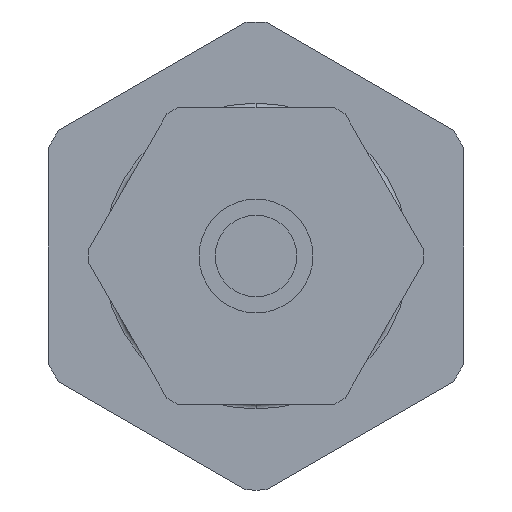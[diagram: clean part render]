
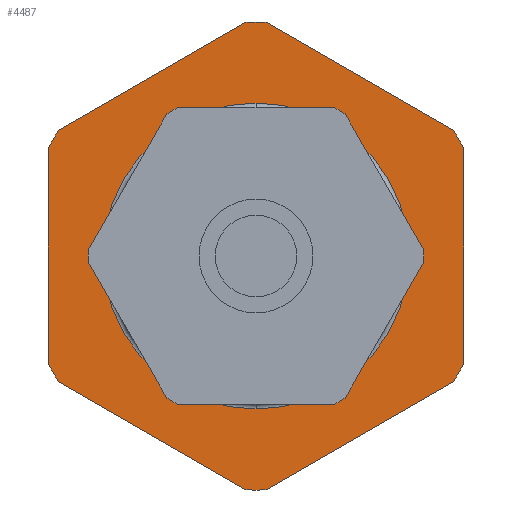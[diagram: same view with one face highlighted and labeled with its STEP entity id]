
A CAD part, left-side view. The second image highlights one B-rep face of the part: STEP entity #4487.
In plain terms, the highlighted planar face has unit normal (-1, 0, 0).
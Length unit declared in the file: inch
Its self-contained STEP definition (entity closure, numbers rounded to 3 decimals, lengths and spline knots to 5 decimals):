
#91 = DIRECTION ( 'NONE',  ( -1., 0., 0. ) ) ;
#243 = CARTESIAN_POINT ( 'NONE',  ( 0.42008, 0., 0. ) ) ;
#365 = EDGE_CURVE ( 'NONE', #3568, #3540, #22339, .T. ) ;
#404 = PLANE ( 'NONE',  #17384 ) ;
#477 = DIRECTION ( 'NONE',  ( 0., 0., -1. ) ) ;
#574 = CARTESIAN_POINT ( 'NONE',  ( 0.42008, 0., 0. ) ) ;
#632 = AXIS2_PLACEMENT_3D ( 'NONE', #8558, #12156, #4925 ) ;
#1054 = DIRECTION ( 'NONE',  ( -1., 0., 0. ) ) ;
#1068 = CARTESIAN_POINT ( 'NONE',  ( 0.42008, 0., -0.16125 ) ) ;
#1221 = CARTESIAN_POINT ( 'NONE',  ( 0.42008, 0., 0. ) ) ;
#1585 = DIRECTION ( 'NONE',  ( 0., 0.866, -0.5 ) ) ;
#1662 = CARTESIAN_POINT ( 'NONE',  ( 0.42008, 0., 0.25259 ) ) ;
#1694 = DIRECTION ( 'NONE',  ( 0., 0., 1. ) ) ;
#1921 = CIRCLE ( 'NONE', #6921, 0.24667 ) ;
#1959 = CARTESIAN_POINT ( 'NONE',  ( 0.42008, 0., 0. ) ) ;
#1983 = CIRCLE ( 'NONE', #16230, 0.24667 ) ;
#2065 = ORIENTED_EDGE ( 'NONE', *, *, #7034, .T. ) ;
#2230 = DIRECTION ( 'NONE',  ( 0., 0., 1. ) ) ;
#2471 = DIRECTION ( 'NONE',  ( 0., 0., 1. ) ) ;
#2493 = CARTESIAN_POINT ( 'NONE',  ( 0.42008, 0., 0. ) ) ;
#2759 = CARTESIAN_POINT ( 'NONE',  ( 0.42008, 0., -0.25259 ) ) ;
#2808 = EDGE_CURVE ( 'NONE', #17058, #23403, #8833, .T. ) ;
#3473 = EDGE_CURVE ( 'NONE', #7234, #20012, #1921, .T. ) ;
#3540 = VERTEX_POINT ( 'NONE', #20207 ) ;
#3568 = VERTEX_POINT ( 'NONE', #7332 ) ;
#3994 = ORIENTED_EDGE ( 'NONE', *, *, #18048, .T. ) ;
#4288 = CIRCLE ( 'NONE', #7641, 0.24667 ) ;
#4331 = DIRECTION ( 'NONE',  ( 0., 0., 1. ) ) ;
#4388 = CARTESIAN_POINT ( 'NONE',  ( 0.42008, 0.20809, 0.13245 ) ) ;
#4487 = ADVANCED_FACE ( 'NONE', ( #12543, #18268 ), #404, .T. ) ;
#4510 = VERTEX_POINT ( 'NONE', #18365 ) ;
#4652 = VERTEX_POINT ( 'NONE', #6148 ) ;
#4654 = VERTEX_POINT ( 'NONE', #8016 ) ;
#4842 = DIRECTION ( 'NONE',  ( 0., -0.866, 0.5 ) ) ;
#4925 = DIRECTION ( 'NONE',  ( 0., 0., 1. ) ) ;
#5033 = VERTEX_POINT ( 'NONE', #12877 ) ;
#5066 = CARTESIAN_POINT ( 'NONE',  ( 0.42008, -0.20809, -0.13245 ) ) ;
#5543 = EDGE_CURVE ( 'NONE', #14673, #5033, #23108, .T. ) ;
#5642 = EDGE_CURVE ( 'NONE', #23403, #3568, #21679, .T. ) ;
#5653 = DIRECTION ( 'NONE',  ( 0., 0., 1. ) ) ;
#5886 = DIRECTION ( 'NONE',  ( -1., 0., 0. ) ) ;
#6148 = CARTESIAN_POINT ( 'NONE',  ( 0.42008, -0.21875, 0.11399 ) ) ;
#6280 = DIRECTION ( 'NONE',  ( 0., 0.866, 0.5 ) ) ;
#6389 = CARTESIAN_POINT ( 'NONE',  ( 0.42008, 0.21875, -0.11399 ) ) ;
#6479 = CARTESIAN_POINT ( 'NONE',  ( 0.42008, 0., 0. ) ) ;
#6832 = DIRECTION ( 'NONE',  ( 0., 0., 1. ) ) ;
#6921 = AXIS2_PLACEMENT_3D ( 'NONE', #18135, #10924, #1694 ) ;
#6963 = EDGE_LOOP ( 'NONE', ( #16801, #15844 ) ) ;
#7034 = EDGE_CURVE ( 'NONE', #19858, #21285, #12392, .T. ) ;
#7168 = CARTESIAN_POINT ( 'NONE',  ( 0.42008, 0.21875, 0.11399 ) ) ;
#7234 = VERTEX_POINT ( 'NONE', #4388 ) ;
#7332 = CARTESIAN_POINT ( 'NONE',  ( 0.42008, 0.01066, -0.24644 ) ) ;
#7547 = ORIENTED_EDGE ( 'NONE', *, *, #5543, .T. ) ;
#7641 = AXIS2_PLACEMENT_3D ( 'NONE', #2493, #18791, #4331 ) ;
#7653 = LINE ( 'NONE', #2759, #23405 ) ;
#8016 = CARTESIAN_POINT ( 'NONE',  ( 0.42008, -0.20809, 0.13245 ) ) ;
#8259 = EDGE_CURVE ( 'NONE', #23344, #4510, #23250, .T. ) ;
#8313 = ORIENTED_EDGE ( 'NONE', *, *, #3473, .T. ) ;
#8380 = EDGE_LOOP ( 'NONE', ( #15916, #8313, #19095, #17440, #19214, #18853, #3994, #2065, #13866, #8441, #10281, #14405, #7547 ) ) ;
#8441 = ORIENTED_EDGE ( 'NONE', *, *, #11170, .T. ) ;
#8558 = CARTESIAN_POINT ( 'NONE',  ( 0.42008, 0., 0. ) ) ;
#8571 = VECTOR ( 'NONE', #15169, 39.37008 ) ;
#8809 = LINE ( 'NONE', #22624, #16841 ) ;
#8833 = CIRCLE ( 'NONE', #13834, 0.24667 ) ;
#8866 = CARTESIAN_POINT ( 'NONE',  ( 0.42008, 0., 0.24667 ) ) ;
#9190 = VECTOR ( 'NONE', #477, 39.37008 ) ;
#9714 = LINE ( 'NONE', #15090, #8571 ) ;
#9934 = DIRECTION ( 'NONE',  ( -1., 0., 0. ) ) ;
#10010 = EDGE_CURVE ( 'NONE', #20012, #17058, #22079, .T. ) ;
#10109 = AXIS2_PLACEMENT_3D ( 'NONE', #574, #22584, #18618 ) ;
#10281 = ORIENTED_EDGE ( 'NONE', *, *, #15499, .T. ) ;
#10316 = DIRECTION ( 'NONE',  ( 0., 0., 1. ) ) ;
#10362 = CARTESIAN_POINT ( 'NONE',  ( 0.42008, 0.20809, -0.13245 ) ) ;
#10924 = DIRECTION ( 'NONE',  ( -1., 0., 0. ) ) ;
#11170 = EDGE_CURVE ( 'NONE', #4652, #4654, #4288, .T. ) ;
#11477 = EDGE_CURVE ( 'NONE', #13109, #14673, #1983, .T. ) ;
#11548 = AXIS2_PLACEMENT_3D ( 'NONE', #6479, #9934, #2471 ) ;
#11553 = CARTESIAN_POINT ( 'NONE',  ( 0.42008, -0.21875, -0.11399 ) ) ;
#11724 = AXIS2_PLACEMENT_3D ( 'NONE', #15784, #17305, #10316 ) ;
#12156 = DIRECTION ( 'NONE',  ( -1., 0., 0. ) ) ;
#12207 = CARTESIAN_POINT ( 'NONE',  ( 0.42008, 0.21875, -0.1263 ) ) ;
#12392 = CIRCLE ( 'NONE', #11548, 0.24667 ) ;
#12543 = FACE_BOUND ( 'NONE', #6963, .T. ) ;
#12877 = CARTESIAN_POINT ( 'NONE',  ( 0.42008, 0.01066, 0.24644 ) ) ;
#13109 = VERTEX_POINT ( 'NONE', #20442 ) ;
#13153 = CARTESIAN_POINT ( 'NONE',  ( 0.42008, 0.21875, 0.1263 ) ) ;
#13158 = EDGE_CURVE ( 'NONE', #21285, #4652, #9714, .T. ) ;
#13798 = CARTESIAN_POINT ( 'NONE',  ( 0.42008, 0., 0. ) ) ;
#13834 = AXIS2_PLACEMENT_3D ( 'NONE', #1959, #5886, #5653 ) ;
#13866 = ORIENTED_EDGE ( 'NONE', *, *, #13158, .T. ) ;
#14405 = ORIENTED_EDGE ( 'NONE', *, *, #11477, .T. ) ;
#14673 = VERTEX_POINT ( 'NONE', #8866 ) ;
#15046 = EDGE_CURVE ( 'NONE', #4510, #23344, #22866, .T. ) ;
#15090 = CARTESIAN_POINT ( 'NONE',  ( 0.42008, -0.21875, -0.1263 ) ) ;
#15169 = DIRECTION ( 'NONE',  ( 0., 0., 1. ) ) ;
#15499 = EDGE_CURVE ( 'NONE', #4654, #13109, #8809, .T. ) ;
#15784 = CARTESIAN_POINT ( 'NONE',  ( 0.42008, 0., 0. ) ) ;
#15844 = ORIENTED_EDGE ( 'NONE', *, *, #8259, .T. ) ;
#15916 = ORIENTED_EDGE ( 'NONE', *, *, #21152, .T. ) ;
#16230 = AXIS2_PLACEMENT_3D ( 'NONE', #13798, #1054, #17178 ) ;
#16801 = ORIENTED_EDGE ( 'NONE', *, *, #15046, .T. ) ;
#16841 = VECTOR ( 'NONE', #6280, 39.37008 ) ;
#17058 = VERTEX_POINT ( 'NONE', #6389 ) ;
#17178 = DIRECTION ( 'NONE',  ( 0., 0., 1. ) ) ;
#17305 = DIRECTION ( 'NONE',  ( 1., 0., 0. ) ) ;
#17384 = AXIS2_PLACEMENT_3D ( 'NONE', #243, #91, #2230 ) ;
#17440 = ORIENTED_EDGE ( 'NONE', *, *, #2808, .T. ) ;
#17730 = DIRECTION ( 'NONE',  ( 0., -0.866, -0.5 ) ) ;
#17740 = DIRECTION ( 'NONE',  ( 1., 0., 0. ) ) ;
#18048 = EDGE_CURVE ( 'NONE', #3540, #19858, #7653, .T. ) ;
#18135 = CARTESIAN_POINT ( 'NONE',  ( 0.42008, 0., 0. ) ) ;
#18268 = FACE_OUTER_BOUND ( 'NONE', #8380, .T. ) ;
#18365 = CARTESIAN_POINT ( 'NONE',  ( 0.42008, 0., 0.16125 ) ) ;
#18531 = VECTOR ( 'NONE', #1585, 39.37008 ) ;
#18618 = DIRECTION ( 'NONE',  ( 0., 0., 1. ) ) ;
#18791 = DIRECTION ( 'NONE',  ( -1., 0., 0. ) ) ;
#18853 = ORIENTED_EDGE ( 'NONE', *, *, #365, .T. ) ;
#19095 = ORIENTED_EDGE ( 'NONE', *, *, #10010, .T. ) ;
#19214 = ORIENTED_EDGE ( 'NONE', *, *, #5642, .T. ) ;
#19326 = AXIS2_PLACEMENT_3D ( 'NONE', #1221, #17740, #6832 ) ;
#19858 = VERTEX_POINT ( 'NONE', #5066 ) ;
#20012 = VERTEX_POINT ( 'NONE', #7168 ) ;
#20207 = CARTESIAN_POINT ( 'NONE',  ( 0.42008, -0.01066, -0.24644 ) ) ;
#20442 = CARTESIAN_POINT ( 'NONE',  ( 0.42008, -0.01066, 0.24644 ) ) ;
#21097 = VECTOR ( 'NONE', #17730, 39.37008 ) ;
#21152 = EDGE_CURVE ( 'NONE', #5033, #7234, #23369, .T. ) ;
#21285 = VERTEX_POINT ( 'NONE', #11553 ) ;
#21679 = LINE ( 'NONE', #12207, #21097 ) ;
#22079 = LINE ( 'NONE', #13153, #9190 ) ;
#22339 = CIRCLE ( 'NONE', #10109, 0.24667 ) ;
#22584 = DIRECTION ( 'NONE',  ( -1., 0., 0. ) ) ;
#22624 = CARTESIAN_POINT ( 'NONE',  ( 0.42008, -0.21875, 0.1263 ) ) ;
#22866 = CIRCLE ( 'NONE', #19326, 0.16125 ) ;
#23108 = CIRCLE ( 'NONE', #632, 0.24667 ) ;
#23250 = CIRCLE ( 'NONE', #11724, 0.16125 ) ;
#23344 = VERTEX_POINT ( 'NONE', #1068 ) ;
#23369 = LINE ( 'NONE', #1662, #18531 ) ;
#23403 = VERTEX_POINT ( 'NONE', #10362 ) ;
#23405 = VECTOR ( 'NONE', #4842, 39.37008 ) ;
